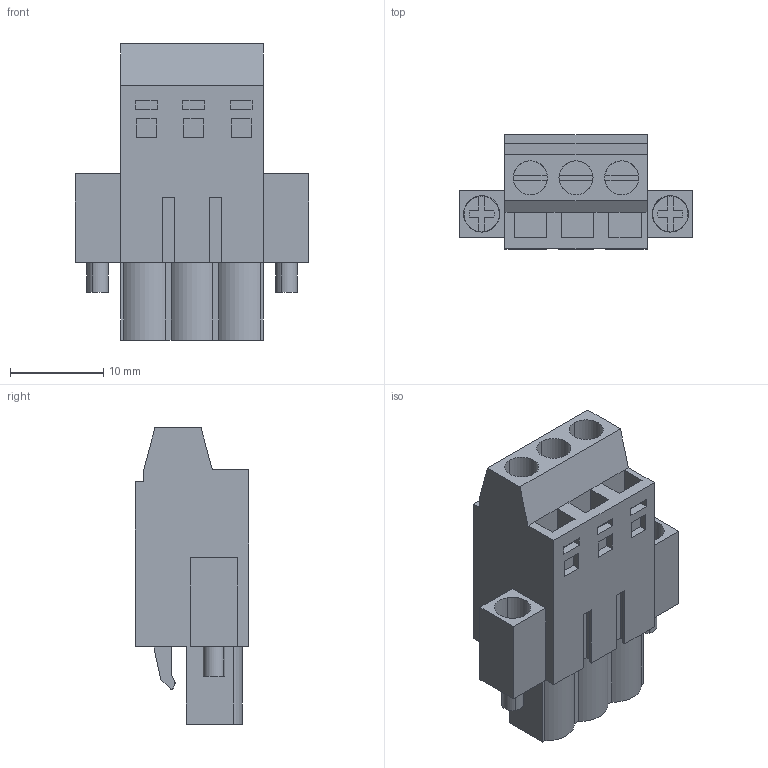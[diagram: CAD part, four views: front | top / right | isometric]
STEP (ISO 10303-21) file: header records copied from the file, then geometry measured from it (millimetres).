
FILE_DESCRIPTION(('CATIA V5 STEP Exchange','CAx-IF Rec.Pracs.--- Model Styling and Organization---1.2---2011-12-15'),'2;1');
FILE_NAME ('D1457362_0_1844230000_1844230000.stp','2017-10-31T20:16:01+00:00',('none'),('Weidmueller'),'CATIA Version 5-6 Release 2014','CATIA V5 STEP AP214','none');
FILE_SCHEMA(('AUTOMOTIVE_DESIGN { 1 0 10303 214 1 1 1 1 }'));
Length unit declared in the file: millimetre
Products named in the file (1): 1844230000
Bounding box: 25.04 x 12.2 x 31.8 mm (x, y, z)
Volume: 4517.1 mm3; surface area: 3467.3 mm2
Topology: 6 solids, 6 shells, 274 faces, 721 edges, 482 vertices
Faces by surface type: plane 222, cylinder 52
Entity records: 8399 total; most frequent: CARTESIAN_POINT 1560, ORIENTED_EDGE 1442, DIRECTION 1167, EDGE_CURVE 721, VECTOR 597, LINE 597, VERTEX_POINT 482, AXIS2_PLACEMENT_3D 339
